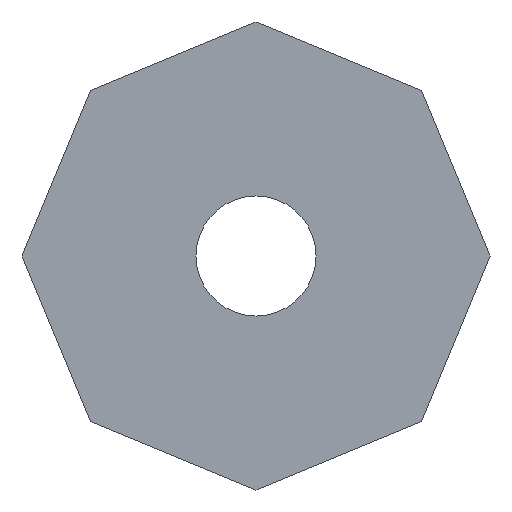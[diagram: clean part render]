
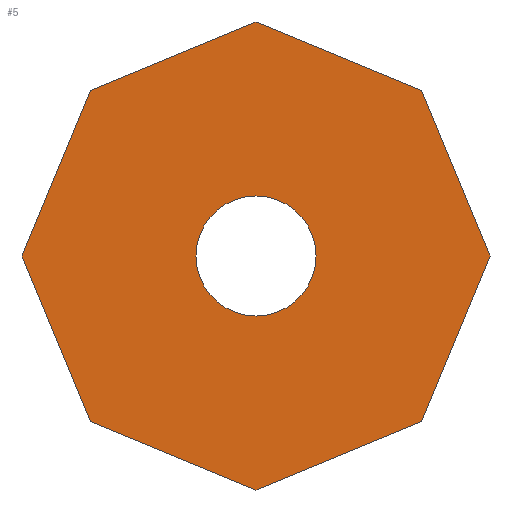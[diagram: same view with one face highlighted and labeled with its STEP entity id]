
A CAD part, front view. The second image highlights one B-rep face of the part: STEP entity #5.
In plain terms, the highlighted planar face has unit normal (0, -1, 0).
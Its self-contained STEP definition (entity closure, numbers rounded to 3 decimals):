
#4 = EDGE_CURVE ( 'NONE', #190, #62, #273, .T. ) ;
#5 = ADVANCED_FACE ( 'NONE', ( #143, #187 ), #321, .F. ) ;
#9 = EDGE_CURVE ( 'NONE', #197, #429, #30, .T. ) ;
#11 = VERTEX_POINT ( 'NONE', #213 ) ;
#12 = CARTESIAN_POINT ( 'NONE',  ( 3.444, -1., -3.444 ) ) ;
#13 = CARTESIAN_POINT ( 'NONE',  ( 3.444, -1., -3.444 ) ) ;
#14 = DIRECTION ( 'NONE',  ( 0., 0., 1. ) ) ;
#16 = EDGE_LOOP ( 'NONE', ( #297, #317 ) ) ;
#20 = VECTOR ( 'NONE', #129, 1000. ) ;
#23 = EDGE_LOOP ( 'NONE', ( #171, #402, #130, #137, #246, #124, #106, #403 ) ) ;
#29 = AXIS2_PLACEMENT_3D ( 'NONE', #357, #88, #56 ) ;
#30 = CIRCLE ( 'NONE', #29, 1.25 ) ;
#33 = CARTESIAN_POINT ( 'NONE',  ( 0., -1., -1.25 ) ) ;
#36 = CARTESIAN_POINT ( 'NONE',  ( 4.871, -1., 0. ) ) ;
#39 = VECTOR ( 'NONE', #172, 1000. ) ;
#41 = VECTOR ( 'NONE', #241, 1000. ) ;
#45 = LINE ( 'NONE', #68, #259 ) ;
#49 = DIRECTION ( 'NONE',  ( 0., 1., 0. ) ) ;
#53 = CARTESIAN_POINT ( 'NONE',  ( 0., -1., 4.871 ) ) ;
#56 = DIRECTION ( 'NONE',  ( 0., 0., 1. ) ) ;
#62 = VERTEX_POINT ( 'NONE', #154 ) ;
#68 = CARTESIAN_POINT ( 'NONE',  ( -4.871, -1., 0. ) ) ;
#69 = VERTEX_POINT ( 'NONE', #324 ) ;
#87 = DIRECTION ( 'NONE',  ( 0., 0., 1. ) ) ;
#88 = DIRECTION ( 'NONE',  ( 0., 1., 0. ) ) ;
#96 = CARTESIAN_POINT ( 'NONE',  ( -3.444, -1., -3.444 ) ) ;
#98 = DIRECTION ( 'NONE',  ( -0.924, 0., 0.383 ) ) ;
#106 = ORIENTED_EDGE ( 'NONE', *, *, #4, .F. ) ;
#112 = VERTEX_POINT ( 'NONE', #352 ) ;
#119 = CARTESIAN_POINT ( 'NONE',  ( 3.444, -1., 3.444 ) ) ;
#120 = EDGE_CURVE ( 'NONE', #429, #197, #214, .T. ) ;
#124 = ORIENTED_EDGE ( 'NONE', *, *, #242, .F. ) ;
#125 = EDGE_CURVE ( 'NONE', #274, #157, #196, .T. ) ;
#128 = LINE ( 'NONE', #306, #39 ) ;
#129 = DIRECTION ( 'NONE',  ( -0.383, 0., 0.924 ) ) ;
#130 = ORIENTED_EDGE ( 'NONE', *, *, #325, .F. ) ;
#137 = ORIENTED_EDGE ( 'NONE', *, *, #370, .F. ) ;
#140 = CARTESIAN_POINT ( 'NONE',  ( 0., -1., 4.871 ) ) ;
#143 = FACE_BOUND ( 'NONE', #16, .T. ) ;
#148 = VERTEX_POINT ( 'NONE', #53 ) ;
#149 = AXIS2_PLACEMENT_3D ( 'NONE', #423, #49, #14 ) ;
#154 = CARTESIAN_POINT ( 'NONE',  ( 0., -1., -4.871 ) ) ;
#157 = VERTEX_POINT ( 'NONE', #303 ) ;
#161 = CARTESIAN_POINT ( 'NONE',  ( 0., -1., 1.25 ) ) ;
#171 = ORIENTED_EDGE ( 'NONE', *, *, #125, .F. ) ;
#172 = DIRECTION ( 'NONE',  ( 0.924, 0., 0.383 ) ) ;
#187 = FACE_OUTER_BOUND ( 'NONE', #23, .T. ) ;
#190 = VERTEX_POINT ( 'NONE', #13 ) ;
#196 = LINE ( 'NONE', #119, #295 ) ;
#197 = VERTEX_POINT ( 'NONE', #161 ) ;
#205 = DIRECTION ( 'NONE',  ( 0.383, 0., 0.924 ) ) ;
#213 = CARTESIAN_POINT ( 'NONE',  ( -4.871, -1., 0. ) ) ;
#214 = CIRCLE ( 'NONE', #149, 1.25 ) ;
#217 = EDGE_CURVE ( 'NONE', #112, #11, #260, .T. ) ;
#221 = LINE ( 'NONE', #140, #391 ) ;
#241 = DIRECTION ( 'NONE',  ( -0.383, 0., -0.924 ) ) ;
#242 = EDGE_CURVE ( 'NONE', #62, #112, #363, .T. ) ;
#246 = ORIENTED_EDGE ( 'NONE', *, *, #217, .F. ) ;
#253 = DIRECTION ( 'NONE',  ( -0.924, 0., -0.383 ) ) ;
#259 = VECTOR ( 'NONE', #205, 1000. ) ;
#260 = LINE ( 'NONE', #96, #20 ) ;
#266 = CARTESIAN_POINT ( 'NONE',  ( 3.444, -1., 3.444 ) ) ;
#269 = CARTESIAN_POINT ( 'NONE',  ( 0., -1., -4.871 ) ) ;
#273 = LINE ( 'NONE', #12, #347 ) ;
#274 = VERTEX_POINT ( 'NONE', #266 ) ;
#295 = VECTOR ( 'NONE', #430, 1000. ) ;
#297 = ORIENTED_EDGE ( 'NONE', *, *, #9, .T. ) ;
#303 = CARTESIAN_POINT ( 'NONE',  ( 4.871, -1., 0. ) ) ;
#304 = AXIS2_PLACEMENT_3D ( 'NONE', #416, #316, #87 ) ;
#306 = CARTESIAN_POINT ( 'NONE',  ( -3.444, -1., 3.444 ) ) ;
#316 = DIRECTION ( 'NONE',  ( 0., 1., 0. ) ) ;
#317 = ORIENTED_EDGE ( 'NONE', *, *, #120, .T. ) ;
#321 = PLANE ( 'NONE',  #304 ) ;
#324 = CARTESIAN_POINT ( 'NONE',  ( -3.444, -1., 3.444 ) ) ;
#325 = EDGE_CURVE ( 'NONE', #69, #148, #128, .T. ) ;
#336 = LINE ( 'NONE', #36, #41 ) ;
#340 = DIRECTION ( 'NONE',  ( 0.924, 0., -0.383 ) ) ;
#347 = VECTOR ( 'NONE', #253, 1000. ) ;
#352 = CARTESIAN_POINT ( 'NONE',  ( -3.444, -1., -3.444 ) ) ;
#355 = VECTOR ( 'NONE', #98, 1000. ) ;
#356 = EDGE_CURVE ( 'NONE', #148, #274, #221, .T. ) ;
#357 = CARTESIAN_POINT ( 'NONE',  ( 0., -1., 0. ) ) ;
#363 = LINE ( 'NONE', #269, #355 ) ;
#370 = EDGE_CURVE ( 'NONE', #11, #69, #45, .T. ) ;
#391 = VECTOR ( 'NONE', #340, 1000. ) ;
#402 = ORIENTED_EDGE ( 'NONE', *, *, #356, .F. ) ;
#403 = ORIENTED_EDGE ( 'NONE', *, *, #431, .F. ) ;
#416 = CARTESIAN_POINT ( 'NONE',  ( 0., -1., 0. ) ) ;
#423 = CARTESIAN_POINT ( 'NONE',  ( 0., -1., 0. ) ) ;
#429 = VERTEX_POINT ( 'NONE', #33 ) ;
#430 = DIRECTION ( 'NONE',  ( 0.383, 0., -0.924 ) ) ;
#431 = EDGE_CURVE ( 'NONE', #157, #190, #336, .T. ) ;
